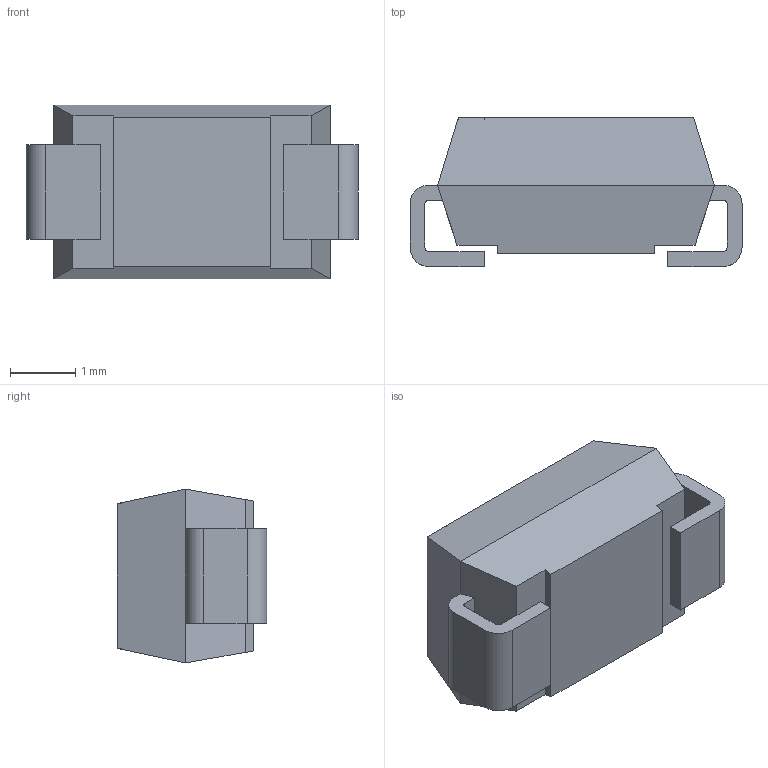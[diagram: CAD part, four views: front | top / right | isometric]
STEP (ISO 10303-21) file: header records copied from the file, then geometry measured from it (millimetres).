
FILE_DESCRIPTION (( 'STEP AP214' ), '1' );
FILE_NAME ('CGRA4007-G.STEP', '2023-06-19T03:35:53', ( '' ), ( '' ), 'SwSTEP 2.0', 'SolidWorks 2021', '' );
FILE_SCHEMA (( 'AUTOMOTIVE_DESIGN' ));
Length unit declared in the file: millimetre
Products named in the file (1): CGRA4007-G
Bounding box: 5.09 x 2.29 x 2.67 mm (x, y, z)
Volume: 21.3 mm3; surface area: 62.8 mm2
Topology: 4 solids, 4 shells, 53 faces, 127 edges, 82 vertices
Faces by surface type: plane 45, cylinder 8
Entity records: 1574 total; most frequent: CARTESIAN_POINT 263, ORIENTED_EDGE 254, DIRECTION 251, EDGE_CURVE 127, VECTOR 111, LINE 111, VERTEX_POINT 82, AXIS2_PLACEMENT_3D 70
